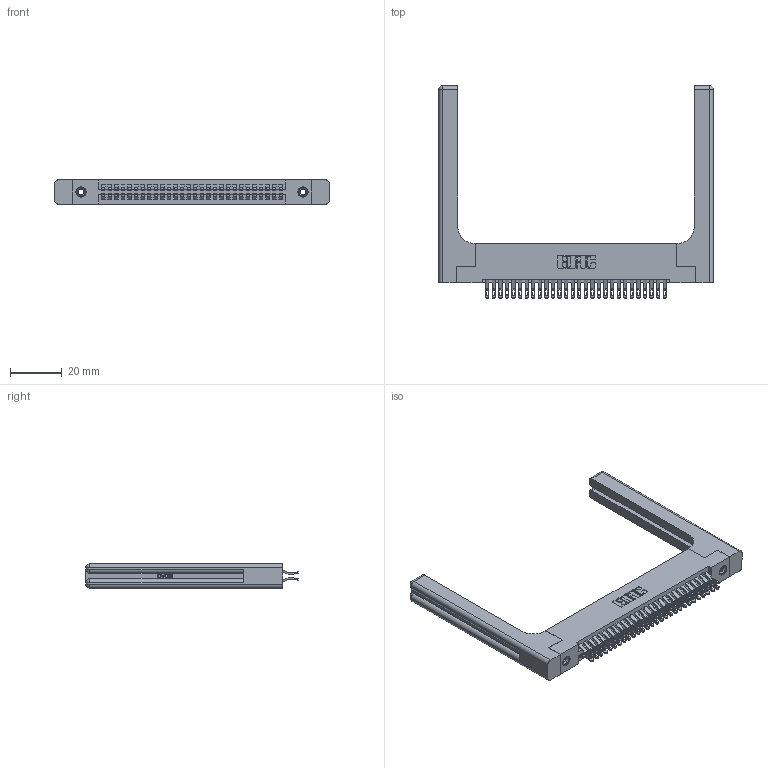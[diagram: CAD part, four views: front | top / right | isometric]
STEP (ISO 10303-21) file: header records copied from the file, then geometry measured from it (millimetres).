
FILE_DESCRIPTION (( 'STEP AP203' ), '1' );
FILE_NAME ('395-056-555-258.STEP', '2019-10-19T19:11:28', ( '' ), ( '' ), 'SwSTEP 2.0', 'SolidWorks 2016', '' );
FILE_SCHEMA (( 'CONFIG_CONTROL_DESIGN' ));
Length unit declared in the file: inch
Products named in the file (5): 345 Part_Flush Mounting Lugs - 0.156 Dia-TH; 345-292-001_555 Tail; 345-250-001_345-250-001-102; 345-220-058_345-220-058; 395-056-555-258
Assembly tree (61 placements, depth 2):
  395-056-555-258
    345 Part_Flush Mounting Lugs - 0.156 Dia-TH
    345-292-001_555 Tail  x56
    345-250-001_345-250-001-102  x2
    345-220-058_345-220-058  x2
Bounding box: 106.15 x 82.09 x 9.4 mm (x, y, z)
Volume: 18818.8 mm3; surface area: 20642.3 mm2
Topology: 61 solids, 61 shells, 3518 faces, 10919 edges, 7258 vertices
Faces by surface type: plane 1964, cylinder 1494, bspline 36, cone 12, sphere 8, torus 4
Entity records: 29362 total; most frequent: CARTESIAN_POINT 5963, ORIENTED_EDGE 4664, DIRECTION 4176, EDGE_CURVE 2332, VECTOR 1976, LINE 1976, VERTEX_POINT 1546, AXIS2_PLACEMENT_3D 1100
